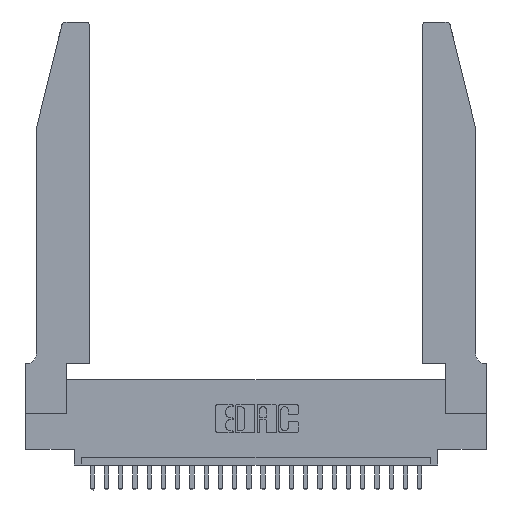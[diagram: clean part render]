
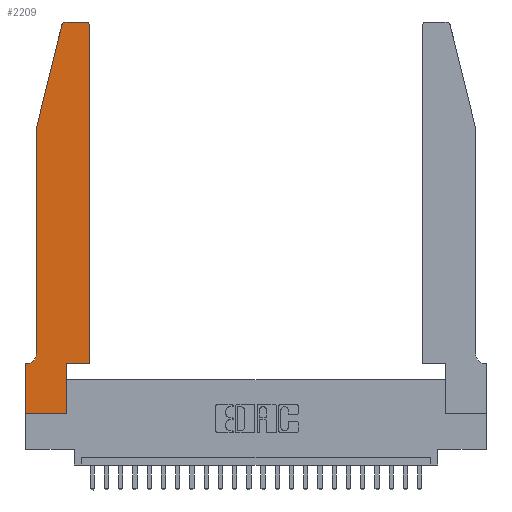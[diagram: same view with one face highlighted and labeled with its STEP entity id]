
A CAD part, top view. The second image highlights one B-rep face of the part: STEP entity #2209.
In plain terms, the highlighted planar face has unit normal (0, 0, 1).
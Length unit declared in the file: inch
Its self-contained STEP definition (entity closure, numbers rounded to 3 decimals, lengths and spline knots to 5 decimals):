
#306 = DIRECTION ( 'NONE',  ( 1., 0., 0. ) ) ;
#351 = CARTESIAN_POINT ( 'NONE',  ( 0., 0., 0.37 ) ) ;
#405 = CARTESIAN_POINT ( 'NONE',  ( 0., 0., 0.37 ) ) ;
#594 = EDGE_CURVE ( 'NONE', #11454, #7177, #19361, .T. ) ;
#603 = LINE ( 'NONE', #15888, #10438 ) ;
#626 = AXIS2_PLACEMENT_3D ( 'NONE', #1279, #4968, #20653 ) ;
#1199 = CARTESIAN_POINT ( 'NONE',  ( 0.2605, 2.75, 0.37 ) ) ;
#1279 = CARTESIAN_POINT ( 'NONE',  ( 0.0055, 0.42, 0.37 ) ) ;
#1395 = CARTESIAN_POINT ( 'NONE',  ( 0.4505, 0.35, 0.37 ) ) ;
#1471 = EDGE_CURVE ( 'NONE', #10818, #11454, #24835, .T. ) ;
#1565 = CARTESIAN_POINT ( 'NONE',  ( 0.284, 2.75, 0.37 ) ) ;
#2114 = DIRECTION ( 'NONE',  ( 0., 1., 0. ) ) ;
#2158 = LINE ( 'NONE', #1199, #6160 ) ;
#2209 = ADVANCED_FACE ( 'NONE', ( #5610 ), #13871, .T. ) ;
#2751 = CARTESIAN_POINT ( 'NONE',  ( 0.4505, 0.35, 0.37 ) ) ;
#3593 = DIRECTION ( 'NONE',  ( 1., 0., 0. ) ) ;
#3645 = LINE ( 'NONE', #23247, #21802 ) ;
#4020 = DIRECTION ( 'NONE',  ( 0., -1., 0. ) ) ;
#4234 = ORIENTED_EDGE ( 'NONE', *, *, #10251, .T. ) ;
#4546 = LINE ( 'NONE', #9392, #9160 ) ;
#4968 = DIRECTION ( 'NONE',  ( 0., 0., -1. ) ) ;
#5338 = CARTESIAN_POINT ( 'NONE',  ( 0.0755, 0.35, 0.37 ) ) ;
#5359 = CIRCLE ( 'NONE', #10308, 0.03 ) ;
#5610 = FACE_OUTER_BOUND ( 'NONE', #9591, .T. ) ;
#5724 = VERTEX_POINT ( 'NONE', #1565 ) ;
#5802 = CARTESIAN_POINT ( 'NONE',  ( 0.0755, 0.42, 0.37 ) ) ;
#5881 = DIRECTION ( 'NONE',  ( 0., -1., 0. ) ) ;
#5954 = EDGE_CURVE ( 'NONE', #5724, #23446, #11595, .T. ) ;
#5964 = CARTESIAN_POINT ( 'NONE',  ( 0.0755, 2., 0.37 ) ) ;
#6160 = VECTOR ( 'NONE', #10992, 39.37008 ) ;
#6308 = CARTESIAN_POINT ( 'NONE',  ( 0., 0.35, 0.37 ) ) ;
#6393 = CARTESIAN_POINT ( 'NONE',  ( 0.2865, 0., 0.37 ) ) ;
#7076 = ORIENTED_EDGE ( 'NONE', *, *, #11942, .T. ) ;
#7177 = VERTEX_POINT ( 'NONE', #14996 ) ;
#7195 = CARTESIAN_POINT ( 'NONE',  ( 0.0755, 2., 0.37 ) ) ;
#7285 = DIRECTION ( 'NONE',  ( -0.239, -0.971, 0. ) ) ;
#7380 = CARTESIAN_POINT ( 'NONE',  ( 0.25487, 2.72718, 0.37 ) ) ;
#7396 = ORIENTED_EDGE ( 'NONE', *, *, #13650, .T. ) ;
#7621 = VECTOR ( 'NONE', #5881, 39.37008 ) ;
#7763 = AXIS2_PLACEMENT_3D ( 'NONE', #23383, #11423, #3593 ) ;
#7955 = DIRECTION ( 'NONE',  ( 1., 0., 0. ) ) ;
#8022 = DIRECTION ( 'NONE',  ( 0., 0., 1. ) ) ;
#8645 = VECTOR ( 'NONE', #7285, 39.37008 ) ;
#9160 = VECTOR ( 'NONE', #2114, 39.37008 ) ;
#9392 = CARTESIAN_POINT ( 'NONE',  ( 0.2865, 0.35, 0.37 ) ) ;
#9405 = ORIENTED_EDGE ( 'NONE', *, *, #18909, .T. ) ;
#9464 = CARTESIAN_POINT ( 'NONE',  ( 0.2865, 0.35, 0.37 ) ) ;
#9591 = EDGE_LOOP ( 'NONE', ( #20039, #11364, #18947, #16532, #23430, #18160, #22599, #9405, #17984, #4234, #7076, #7396 ) ) ;
#9643 = VERTEX_POINT ( 'NONE', #2751 ) ;
#10009 = AXIS2_PLACEMENT_3D ( 'NONE', #6308, #8022, #19920 ) ;
#10251 = EDGE_CURVE ( 'NONE', #17656, #9643, #603, .T. ) ;
#10308 = AXIS2_PLACEMENT_3D ( 'NONE', #18769, #20396, #306 ) ;
#10362 = LINE ( 'NONE', #1395, #24206 ) ;
#10438 = VECTOR ( 'NONE', #7955, 39.37008 ) ;
#10749 = VECTOR ( 'NONE', #23062, 39.37008 ) ;
#10818 = VERTEX_POINT ( 'NONE', #5802 ) ;
#10992 = DIRECTION ( 'NONE',  ( -1., 0., 0. ) ) ;
#11322 = EDGE_CURVE ( 'NONE', #7177, #13591, #18999, .T. ) ;
#11364 = ORIENTED_EDGE ( 'NONE', *, *, #5954, .T. ) ;
#11423 = DIRECTION ( 'NONE',  ( 0., 0., 1. ) ) ;
#11454 = VERTEX_POINT ( 'NONE', #13958 ) ;
#11595 = CIRCLE ( 'NONE', #7763, 0.03 ) ;
#11942 = EDGE_CURVE ( 'NONE', #9643, #12437, #10362, .T. ) ;
#12437 = VERTEX_POINT ( 'NONE', #22613 ) ;
#13591 = VERTEX_POINT ( 'NONE', #351 ) ;
#13650 = EDGE_CURVE ( 'NONE', #12437, #23075, #5359, .T. ) ;
#13871 = PLANE ( 'NONE',  #10009 ) ;
#13958 = CARTESIAN_POINT ( 'NONE',  ( 0.0055, 0.35, 0.37 ) ) ;
#14996 = CARTESIAN_POINT ( 'NONE',  ( 0., 0.35, 0.37 ) ) ;
#15888 = CARTESIAN_POINT ( 'NONE',  ( 0.4505, 0.35, 0.37 ) ) ;
#15918 = CARTESIAN_POINT ( 'NONE',  ( 0.0755, 2., 0.37 ) ) ;
#16240 = EDGE_CURVE ( 'NONE', #23446, #24816, #17602, .T. ) ;
#16532 = ORIENTED_EDGE ( 'NONE', *, *, #18378, .T. ) ;
#17602 = LINE ( 'NONE', #7195, #8645 ) ;
#17656 = VERTEX_POINT ( 'NONE', #9464 ) ;
#17771 = VECTOR ( 'NONE', #4020, 39.37008 ) ;
#17773 = VERTEX_POINT ( 'NONE', #6393 ) ;
#17984 = ORIENTED_EDGE ( 'NONE', *, *, #19218, .T. ) ;
#18160 = ORIENTED_EDGE ( 'NONE', *, *, #594, .T. ) ;
#18378 = EDGE_CURVE ( 'NONE', #24816, #10818, #18708, .T. ) ;
#18708 = LINE ( 'NONE', #5964, #7621 ) ;
#18769 = CARTESIAN_POINT ( 'NONE',  ( 0.4205, 2.72, 0.37 ) ) ;
#18909 = EDGE_CURVE ( 'NONE', #13591, #17773, #3645, .T. ) ;
#18947 = ORIENTED_EDGE ( 'NONE', *, *, #16240, .T. ) ;
#18999 = LINE ( 'NONE', #405, #17771 ) ;
#19218 = EDGE_CURVE ( 'NONE', #17773, #17656, #4546, .T. ) ;
#19288 = DIRECTION ( 'NONE',  ( 1., 0., 0. ) ) ;
#19361 = LINE ( 'NONE', #5338, #10749 ) ;
#19920 = DIRECTION ( 'NONE',  ( 1., 0., 0. ) ) ;
#20039 = ORIENTED_EDGE ( 'NONE', *, *, #21851, .T. ) ;
#20396 = DIRECTION ( 'NONE',  ( 0., 0., 1. ) ) ;
#20653 = DIRECTION ( 'NONE',  ( -1., 0., 0. ) ) ;
#21180 = DIRECTION ( 'NONE',  ( 0., 1., 0. ) ) ;
#21802 = VECTOR ( 'NONE', #19288, 39.37008 ) ;
#21851 = EDGE_CURVE ( 'NONE', #23075, #5724, #2158, .T. ) ;
#22599 = ORIENTED_EDGE ( 'NONE', *, *, #11322, .T. ) ;
#22613 = CARTESIAN_POINT ( 'NONE',  ( 0.4505, 2.72, 0.37 ) ) ;
#23062 = DIRECTION ( 'NONE',  ( -1., 0., 0. ) ) ;
#23075 = VERTEX_POINT ( 'NONE', #23912 ) ;
#23247 = CARTESIAN_POINT ( 'NONE',  ( 0., 0., 0.37 ) ) ;
#23383 = CARTESIAN_POINT ( 'NONE',  ( 0.284, 2.72, 0.37 ) ) ;
#23430 = ORIENTED_EDGE ( 'NONE', *, *, #1471, .T. ) ;
#23446 = VERTEX_POINT ( 'NONE', #7380 ) ;
#23912 = CARTESIAN_POINT ( 'NONE',  ( 0.4205, 2.75, 0.37 ) ) ;
#24206 = VECTOR ( 'NONE', #21180, 39.37008 ) ;
#24816 = VERTEX_POINT ( 'NONE', #15918 ) ;
#24835 = CIRCLE ( 'NONE', #626, 0.07 ) ;
